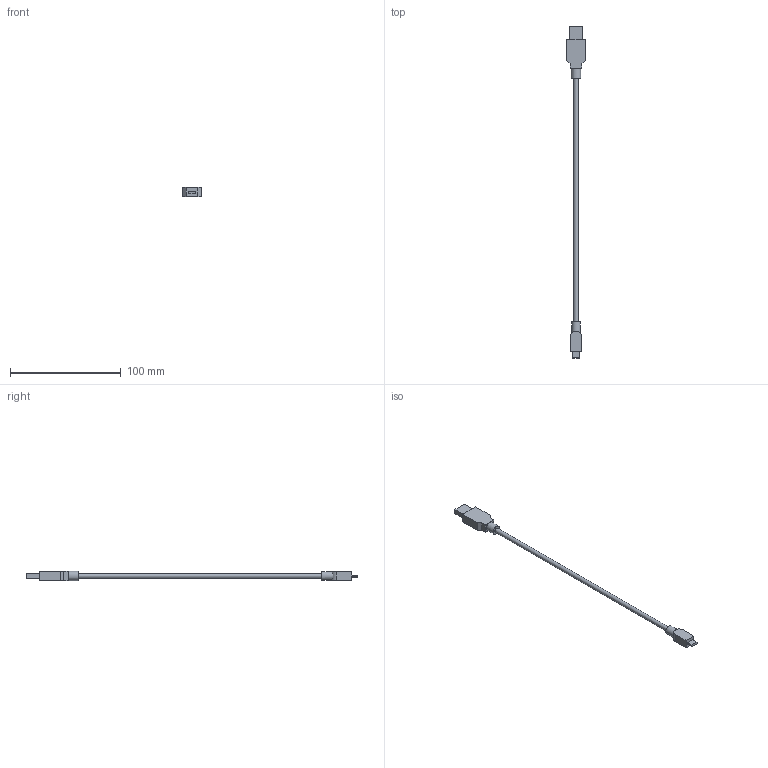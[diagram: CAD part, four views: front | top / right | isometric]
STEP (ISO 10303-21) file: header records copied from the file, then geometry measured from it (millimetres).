
FILE_DESCRIPTION (( 'STEP AP214' ), '1' );
FILE_NAME ('025944-GEO_2.STEP', '2022-02-24T13:42:09', ( '' ), ( '' ), 'SwSTEP 2.0', 'SolidWorks 2020', '' );
FILE_SCHEMA (( 'AUTOMOTIVE_DESIGN' ));
Length unit declared in the file: millimetre
Products named in the file (1): 025944-GEO_2
Bounding box: 16.5 x 300 x 8.45 mm (x, y, z)
Volume: 9556.8 mm3; surface area: 6322.7 mm2
Topology: 5 solids, 5 shells, 38 faces, 78 edges, 51 vertices
Faces by surface type: plane 33, cylinder 5
Full cylindrical faces by diameter (mm): 4.25 x1, 8 x1, 8.3 x1
Entity records: 1118 total; most frequent: CARTESIAN_POINT 245, DIRECTION 160, ORIENTED_EDGE 150, EDGE_CURVE 75, VECTOR 64, LINE 64, VERTEX_POINT 51, AXIS2_PLACEMENT_3D 48
